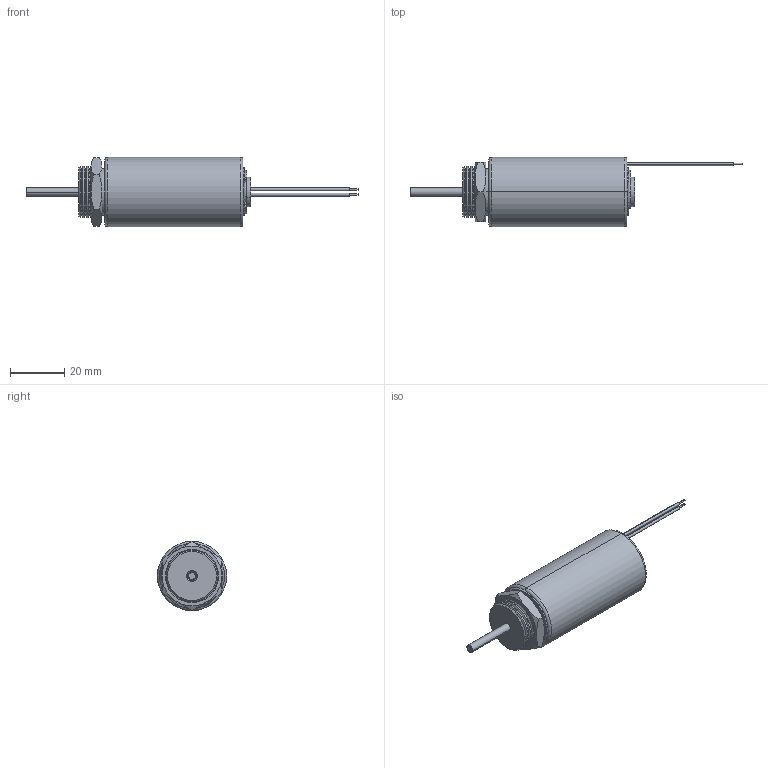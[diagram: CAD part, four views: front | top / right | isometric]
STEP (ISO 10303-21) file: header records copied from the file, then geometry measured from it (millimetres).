
FILE_DESCRIPTION (( 'STEP AP203' ), '1' );
FILE_NAME ('T2551S(+S).STEP', '2019-12-17T03:52:16', ( 'user' ), ( '' ), 'SwSTEP 2.0', 'SolidWorks 2011', '' );
FILE_SCHEMA (( 'CONFIG_CONTROL_DESIGN' ));
Length unit declared in the file: millimetre
Products named in the file (11): BB021303; BD020801; BD08501R; T2551S(+S); BD031182壓縮; T2551線圈組短; BD070310; DB114011; DF114022; DA11203R; BD10215R
Assembly tree (10 placements, depth 2):
  T2551S(+S)
    BD070310
    DF114022
    BB021303
    DB114011
    BD08501R
    BD10215R
    T2551線圈組短
    BD020801
    DA11203R
    BD031182壓縮
Bounding box: 122.4 x 25.5 x 25.5 mm (x, y, z)
Volume: 23895.8 mm3; surface area: 24699.8 mm2
Topology: 10 solids, 10 shells, 619 faces, 1487 edges, 929 vertices
Faces by surface type: plane 290, cylinder 204, cone 117, torus 6, bspline 2
Entity records: 24201 total; most frequent: CARTESIAN_POINT 8302, DIRECTION 3264, ORIENTED_EDGE 2970, EDGE_CURVE 1485, AXIS2_PLACEMENT_3D 1249, VERTEX_POINT 929, LINE 766, VECTOR 766
